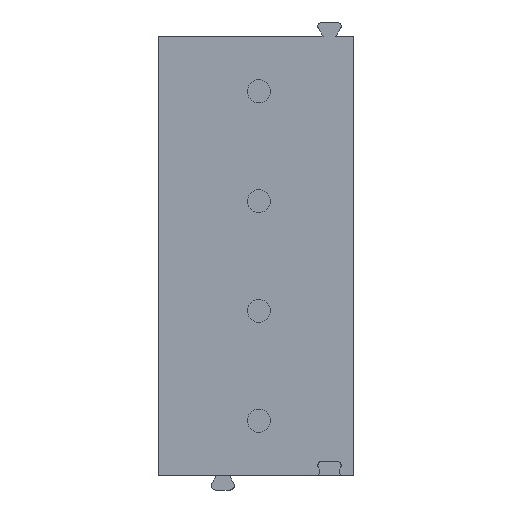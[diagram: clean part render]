
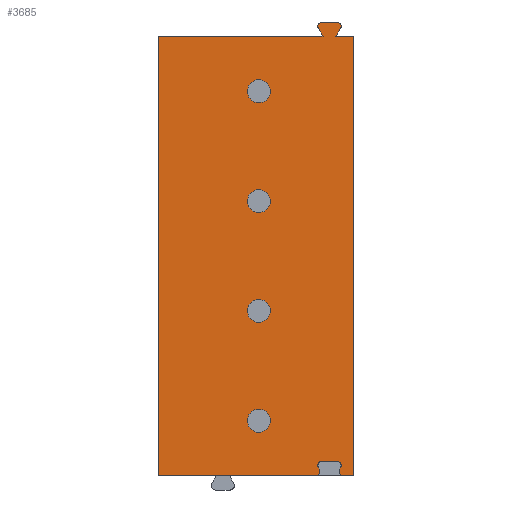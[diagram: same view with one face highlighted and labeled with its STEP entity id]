
A CAD part, front view. The second image highlights one B-rep face of the part: STEP entity #3685.
In plain terms, the highlighted planar face has unit normal (0, -1, 0).
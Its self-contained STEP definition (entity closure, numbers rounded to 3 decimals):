
#37=DIRECTION('',(1.,0.,0.));
#38=VECTOR('',#37,0.625);
#39=CARTESIAN_POINT('',(2.775,-4.1,13.335));
#40=LINE('',#39,#38);
#53=DIRECTION('',(1.,0.,0.));
#54=VECTOR('',#53,5.725);
#55=CARTESIAN_POINT('',(-3.4,-4.1,13.335));
#56=LINE('',#55,#54);
#351=CARTESIAN_POINT('',(3.036,-4.1,-1.755));
#352=DIRECTION('',(0.,-1.,0.));
#353=DIRECTION('',(-0.866,0.,0.5));
#354=AXIS2_PLACEMENT_3D('',#351,#352,#353);
#356=DIRECTION('',(0.5,0.,0.866));
#357=VECTOR('',#356,0.058);
#358=CARTESIAN_POINT('',(2.906,-4.1,-1.68));
#359=LINE('',#358,#357);
#360=CARTESIAN_POINT('',(2.805,-4.1,-1.555));
#361=DIRECTION('',(0.,-1.,0.));
#362=DIRECTION('',(0.866,0.,-0.5));
#363=AXIS2_PLACEMENT_3D('',#360,#361,#362);
#365=DIRECTION('',(-1.,0.,0.));
#366=VECTOR('',#365,0.51);
#367=CARTESIAN_POINT('',(2.805,-4.1,-1.405));
#368=LINE('',#367,#366);
#369=CARTESIAN_POINT('',(2.295,-4.1,-1.555));
#370=DIRECTION('',(0.,-1.,0.));
#371=DIRECTION('',(0.,0.,1.));
#372=AXIS2_PLACEMENT_3D('',#369,#370,#371);
#374=DIRECTION('',(0.5,0.,-0.866));
#375=VECTOR('',#374,0.058);
#376=CARTESIAN_POINT('',(2.165,-4.1,-1.63));
#377=LINE('',#376,#375);
#378=CARTESIAN_POINT('',(2.064,-4.1,-1.755));
#379=DIRECTION('',(0.,-1.,0.));
#380=DIRECTION('',(0.,0.,-1.));
#381=AXIS2_PLACEMENT_3D('',#378,#379,#380);
#383=DIRECTION('',(0.,0.,-1.));
#384=VECTOR('',#383,15.24);
#385=CARTESIAN_POINT('',(-3.4,-4.1,13.335));
#386=LINE('',#385,#384);
#387=DIRECTION('',(0.5,0.,-0.866));
#388=VECTOR('',#387,0.318);
#389=CARTESIAN_POINT('',(2.166,-4.1,13.61));
#390=LINE('',#389,#388);
#391=CARTESIAN_POINT('',(2.296,-4.1,13.685));
#392=DIRECTION('',(0.,-1.,0.));
#393=DIRECTION('',(0.,0.,1.));
#394=AXIS2_PLACEMENT_3D('',#391,#392,#393);
#396=DIRECTION('',(-1.,0.,0.));
#397=VECTOR('',#396,0.508);
#398=CARTESIAN_POINT('',(2.804,-4.1,13.835));
#399=LINE('',#398,#397);
#400=CARTESIAN_POINT('',(2.804,-4.1,13.685));
#401=DIRECTION('',(0.,-1.,0.));
#402=DIRECTION('',(0.866,0.,-0.5));
#403=AXIS2_PLACEMENT_3D('',#400,#401,#402);
#405=DIRECTION('',(0.5,0.,0.866));
#406=VECTOR('',#405,0.318);
#407=CARTESIAN_POINT('',(2.775,-4.1,13.335));
#408=LINE('',#407,#406);
#409=CARTESIAN_POINT('',(0.1,-4.1,0.));
#410=DIRECTION('',(0.,1.,0.));
#411=DIRECTION('',(-1.,0.,0.));
#412=AXIS2_PLACEMENT_3D('',#409,#410,#411);
#414=CARTESIAN_POINT('',(0.1,-4.1,0.));
#415=DIRECTION('',(0.,1.,0.));
#416=DIRECTION('',(1.,0.,0.));
#417=AXIS2_PLACEMENT_3D('',#414,#415,#416);
#419=CARTESIAN_POINT('',(0.1,-4.1,3.81));
#420=DIRECTION('',(0.,1.,0.));
#421=DIRECTION('',(-1.,0.,0.));
#422=AXIS2_PLACEMENT_3D('',#419,#420,#421);
#424=CARTESIAN_POINT('',(0.1,-4.1,3.81));
#425=DIRECTION('',(0.,1.,0.));
#426=DIRECTION('',(1.,0.,0.));
#427=AXIS2_PLACEMENT_3D('',#424,#425,#426);
#429=CARTESIAN_POINT('',(0.1,-4.1,7.62));
#430=DIRECTION('',(0.,1.,0.));
#431=DIRECTION('',(-1.,0.,0.));
#432=AXIS2_PLACEMENT_3D('',#429,#430,#431);
#434=CARTESIAN_POINT('',(0.1,-4.1,7.62));
#435=DIRECTION('',(0.,1.,0.));
#436=DIRECTION('',(1.,0.,0.));
#437=AXIS2_PLACEMENT_3D('',#434,#435,#436);
#439=CARTESIAN_POINT('',(0.1,-4.1,11.43));
#440=DIRECTION('',(0.,1.,0.));
#441=DIRECTION('',(-1.,0.,0.));
#442=AXIS2_PLACEMENT_3D('',#439,#440,#441);
#444=CARTESIAN_POINT('',(0.1,-4.1,11.43));
#445=DIRECTION('',(0.,1.,0.));
#446=DIRECTION('',(1.,0.,0.));
#447=AXIS2_PLACEMENT_3D('',#444,#445,#446);
#457=DIRECTION('',(1.,0.,0.));
#458=VECTOR('',#457,0.364);
#459=CARTESIAN_POINT('',(3.036,-4.1,-1.905));
#460=LINE('',#459,#458);
#497=DIRECTION('',(1.,0.,0.));
#498=VECTOR('',#497,5.464);
#499=CARTESIAN_POINT('',(-3.4,-4.1,-1.905));
#500=LINE('',#499,#498);
#561=DIRECTION('',(0.,0.,-1.));
#562=VECTOR('',#561,15.24);
#563=CARTESIAN_POINT('',(3.4,-4.1,13.335));
#564=LINE('',#563,#562);
#2613=CARTESIAN_POINT('',(-3.4,-4.1,13.335));
#2614=VERTEX_POINT('',#2613);
#2615=CARTESIAN_POINT('',(3.4,-4.1,13.335));
#2617=VERTEX_POINT('',#2615);
#2625=CARTESIAN_POINT('',(-3.4,-4.1,-1.905));
#2626=VERTEX_POINT('',#2625);
#2627=CARTESIAN_POINT('',(3.4,-4.1,-1.905));
#2629=VERTEX_POINT('',#2627);
#2661=CARTESIAN_POINT('',(2.325,-4.1,13.335));
#2662=VERTEX_POINT('',#2661);
#2663=CARTESIAN_POINT('',(2.775,-4.1,13.335));
#2664=VERTEX_POINT('',#2663);
#2665=CARTESIAN_POINT('',(2.296,-4.1,13.835));
#2666=CARTESIAN_POINT('',(2.166,-4.1,13.61));
#2667=VERTEX_POINT('',#2665);
#2668=VERTEX_POINT('',#2666);
#2669=CARTESIAN_POINT('',(2.934,-4.1,13.61));
#2670=CARTESIAN_POINT('',(2.804,-4.1,13.835));
#2671=VERTEX_POINT('',#2669);
#2672=VERTEX_POINT('',#2670);
#2697=CARTESIAN_POINT('',(3.036,-4.1,-1.905));
#2698=VERTEX_POINT('',#2697);
#2699=CARTESIAN_POINT('',(2.064,-4.1,-1.905));
#2700=VERTEX_POINT('',#2699);
#2701=CARTESIAN_POINT('',(2.906,-4.1,-1.68));
#2702=VERTEX_POINT('',#2701);
#2703=CARTESIAN_POINT('',(2.935,-4.1,-1.63));
#2704=VERTEX_POINT('',#2703);
#2705=CARTESIAN_POINT('',(2.805,-4.1,-1.405));
#2706=VERTEX_POINT('',#2705);
#2707=CARTESIAN_POINT('',(2.295,-4.1,-1.405));
#2708=VERTEX_POINT('',#2707);
#2709=CARTESIAN_POINT('',(2.165,-4.1,-1.63));
#2710=VERTEX_POINT('',#2709);
#2711=CARTESIAN_POINT('',(2.194,-4.1,-1.68));
#2712=VERTEX_POINT('',#2711);
#2825=CARTESIAN_POINT('',(-0.3,-4.1,0.));
#2826=CARTESIAN_POINT('',(0.5,-4.1,0.));
#2827=VERTEX_POINT('',#2825);
#2828=VERTEX_POINT('',#2826);
#2873=CARTESIAN_POINT('',(-0.3,-4.1,3.81));
#2874=VERTEX_POINT('',#2873);
#2875=CARTESIAN_POINT('',(0.5,-4.1,3.81));
#2876=VERTEX_POINT('',#2875);
#3061=CARTESIAN_POINT('',(-0.3,-4.1,7.62));
#3062=VERTEX_POINT('',#3061);
#3063=CARTESIAN_POINT('',(0.5,-4.1,7.62));
#3064=VERTEX_POINT('',#3063);
#3197=CARTESIAN_POINT('',(-0.3,-4.1,11.43));
#3198=VERTEX_POINT('',#3197);
#3199=CARTESIAN_POINT('',(0.5,-4.1,11.43));
#3200=VERTEX_POINT('',#3199);
#3621=CARTESIAN_POINT('',(-3.4,-4.1,13.335));
#3622=DIRECTION('',(0.,-1.,0.));
#3623=DIRECTION('',(1.,0.,0.));
#3624=AXIS2_PLACEMENT_3D('',#3621,#3622,#3623);
#3625=PLANE('',#3624);
#3627=ORIENTED_EDGE('',*,*,#3626,.F.);
#3629=ORIENTED_EDGE('',*,*,#3628,.T.);
#3631=ORIENTED_EDGE('',*,*,#3630,.T.);
#3633=ORIENTED_EDGE('',*,*,#3632,.T.);
#3635=ORIENTED_EDGE('',*,*,#3634,.T.);
#3637=ORIENTED_EDGE('',*,*,#3636,.T.);
#3639=ORIENTED_EDGE('',*,*,#3638,.F.);
#3641=ORIENTED_EDGE('',*,*,#3640,.F.);
#3642=ORIENTED_EDGE('',*,*,#3588,.F.);
#3643=ORIENTED_EDGE('',*,*,#3316,.T.);
#3645=ORIENTED_EDGE('',*,*,#3644,.F.);
#3647=ORIENTED_EDGE('',*,*,#3646,.F.);
#3649=ORIENTED_EDGE('',*,*,#3648,.F.);
#3651=ORIENTED_EDGE('',*,*,#3650,.F.);
#3653=ORIENTED_EDGE('',*,*,#3652,.F.);
#3654=ORIENTED_EDGE('',*,*,#3308,.T.);
#3656=ORIENTED_EDGE('',*,*,#3655,.T.);
#3658=ORIENTED_EDGE('',*,*,#3657,.F.);
#3659=EDGE_LOOP('',(#3627,#3629,#3631,#3633,#3635,#3637,#3639,#3641,#3642,#3643,
#3645,#3647,#3649,#3651,#3653,#3654,#3656,#3658));
#3660=FACE_OUTER_BOUND('',#3659,.F.);
#3662=ORIENTED_EDGE('',*,*,#3661,.F.);
#3664=ORIENTED_EDGE('',*,*,#3663,.F.);
#3665=EDGE_LOOP('',(#3662,#3664));
#3666=FACE_BOUND('',#3665,.F.);
#3668=ORIENTED_EDGE('',*,*,#3667,.F.);
#3670=ORIENTED_EDGE('',*,*,#3669,.F.);
#3671=EDGE_LOOP('',(#3668,#3670));
#3672=FACE_BOUND('',#3671,.F.);
#3674=ORIENTED_EDGE('',*,*,#3673,.F.);
#3676=ORIENTED_EDGE('',*,*,#3675,.F.);
#3677=EDGE_LOOP('',(#3674,#3676));
#3678=FACE_BOUND('',#3677,.F.);
#3680=ORIENTED_EDGE('',*,*,#3679,.F.);
#3682=ORIENTED_EDGE('',*,*,#3681,.F.);
#3683=EDGE_LOOP('',(#3680,#3682));
#3684=FACE_BOUND('',#3683,.F.);
#355=CIRCLE('',#354,0.15);
#364=CIRCLE('',#363,0.15);
#373=CIRCLE('',#372,0.15);
#382=CIRCLE('',#381,0.15);
#395=CIRCLE('',#394,0.15);
#404=CIRCLE('',#403,0.15);
#413=CIRCLE('',#412,0.4);
#418=CIRCLE('',#417,0.4);
#423=CIRCLE('',#422,0.4);
#428=CIRCLE('',#427,0.4);
#433=CIRCLE('',#432,0.4);
#438=CIRCLE('',#437,0.4);
#443=CIRCLE('',#442,0.4);
#448=CIRCLE('',#447,0.4);
#3308=EDGE_CURVE('',#2664,#2617,#40,.T.);
#3316=EDGE_CURVE('',#2614,#2662,#56,.T.);
#3588=EDGE_CURVE('',#2614,#2626,#386,.T.);
#3626=EDGE_CURVE('',#2702,#2698,#355,.T.);
#3628=EDGE_CURVE('',#2702,#2704,#359,.T.);
#3630=EDGE_CURVE('',#2704,#2706,#364,.T.);
#3632=EDGE_CURVE('',#2706,#2708,#368,.T.);
#3634=EDGE_CURVE('',#2708,#2710,#373,.T.);
#3636=EDGE_CURVE('',#2710,#2712,#377,.T.);
#3638=EDGE_CURVE('',#2700,#2712,#382,.T.);
#3640=EDGE_CURVE('',#2626,#2700,#500,.T.);
#3644=EDGE_CURVE('',#2668,#2662,#390,.T.);
#3646=EDGE_CURVE('',#2667,#2668,#395,.T.);
#3648=EDGE_CURVE('',#2672,#2667,#399,.T.);
#3650=EDGE_CURVE('',#2671,#2672,#404,.T.);
#3652=EDGE_CURVE('',#2664,#2671,#408,.T.);
#3655=EDGE_CURVE('',#2617,#2629,#564,.T.);
#3657=EDGE_CURVE('',#2698,#2629,#460,.T.);
#3661=EDGE_CURVE('',#2827,#2828,#413,.T.);
#3663=EDGE_CURVE('',#2828,#2827,#418,.T.);
#3667=EDGE_CURVE('',#2874,#2876,#423,.T.);
#3669=EDGE_CURVE('',#2876,#2874,#428,.T.);
#3673=EDGE_CURVE('',#3062,#3064,#433,.T.);
#3675=EDGE_CURVE('',#3064,#3062,#438,.T.);
#3679=EDGE_CURVE('',#3198,#3200,#443,.T.);
#3681=EDGE_CURVE('',#3200,#3198,#448,.T.);
#3685=ADVANCED_FACE('',(#3660,#3666,#3672,#3678,#3684),#3625,.T.);
